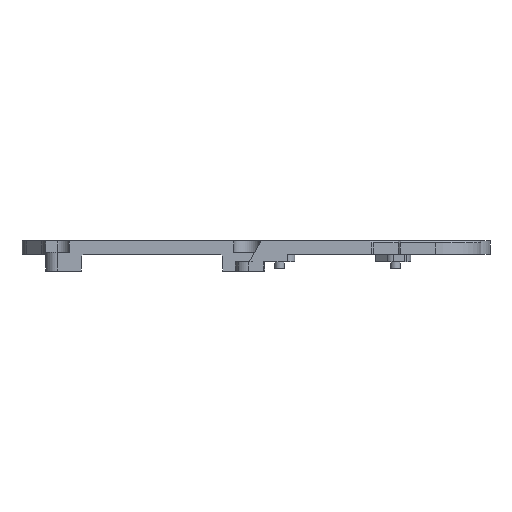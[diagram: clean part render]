
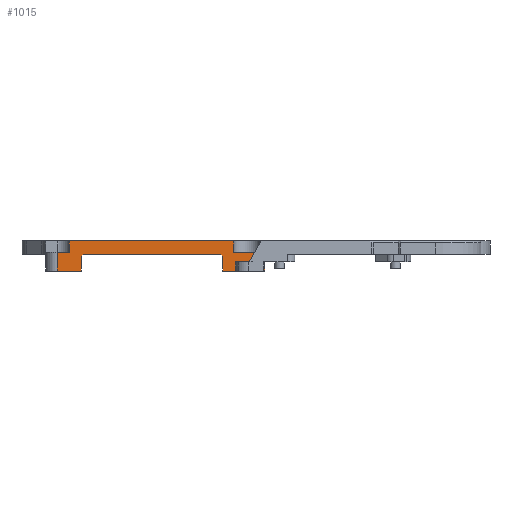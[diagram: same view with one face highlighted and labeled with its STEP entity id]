
A CAD part, left-side view. The second image highlights one B-rep face of the part: STEP entity #1015.
In plain terms, the highlighted planar face has unit normal (-1, 0, 0).
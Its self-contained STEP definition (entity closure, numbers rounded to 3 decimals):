
#191 = VERTEX_POINT('',#192);
#192 = CARTESIAN_POINT('',(30.97,4.591,29.4));
#198 = EDGE_CURVE('',#191,#199,#201,.T.);
#199 = VERTEX_POINT('',#200);
#200 = CARTESIAN_POINT('',(30.97,4.591,26.4));
#201 = LINE('',#202,#203);
#202 = CARTESIAN_POINT('',(30.97,4.591,27.962
    ));
#203 = VECTOR('',#204,1.);
#204 = DIRECTION('',(0.,0.,-1.));
#457 = VERTEX_POINT('',#458);
#458 = CARTESIAN_POINT('',(30.97,47.591,29.4));
#464 = EDGE_CURVE('',#457,#191,#465,.T.);
#465 = LINE('',#466,#467);
#466 = CARTESIAN_POINT('',(30.97,50.791,29.4));
#467 = VECTOR('',#468,1.);
#468 = DIRECTION('',(0.,-1.,0.));
#473 = VERTEX_POINT('',#474);
#474 = CARTESIAN_POINT('',(30.97,-2.209,29.4));
#480 = EDGE_CURVE('',#473,#481,#483,.T.);
#481 = VERTEX_POINT('',#482);
#482 = CARTESIAN_POINT('',(30.97,-2.234,29.4));
#483 = LINE('',#484,#485);
#484 = CARTESIAN_POINT('',(30.97,50.791,29.4));
#485 = VECTOR('',#486,1.);
#486 = DIRECTION('',(0.,-1.,0.));
#998 = VERTEX_POINT('',#999);
#999 = CARTESIAN_POINT('',(30.97,-2.209,26.4));
#1005 = EDGE_CURVE('',#998,#473,#1006,.T.);
#1006 = LINE('',#1007,#1008);
#1007 = CARTESIAN_POINT('',(30.97,-2.209,
    27.962));
#1008 = VECTOR('',#1009,1.);
#1009 = DIRECTION('',(0.,0.,1.));
#1015 = ADVANCED_FACE('',(#1016),#1138,.T.);
#1016 = FACE_BOUND('',#1017,.T.);
#1017 = EDGE_LOOP('',(#1018,#1028,#1036,#1044,#1050,#1051,#1052,#1058,
    #1059,#1060,#1068,#1076,#1084,#1092,#1100,#1108,#1116,#1124,#1132));
#1018 = ORIENTED_EDGE('',*,*,#1019,.F.);
#1019 = EDGE_CURVE('',#1020,#1022,#1024,.T.);
#1020 = VERTEX_POINT('',#1021);
#1021 = CARTESIAN_POINT('',(30.97,-3.519,25.4));
#1022 = VERTEX_POINT('',#1023);
#1023 = CARTESIAN_POINT('',(30.97,-3.519,21.5));
#1024 = LINE('',#1025,#1026);
#1025 = CARTESIAN_POINT('',(30.97,-3.519,25.9));
#1026 = VECTOR('',#1027,1.);
#1027 = DIRECTION('',(0.,0.,-1.));
#1028 = ORIENTED_EDGE('',*,*,#1029,.F.);
#1029 = EDGE_CURVE('',#1030,#1020,#1032,.T.);
#1030 = VERTEX_POINT('',#1031);
#1031 = CARTESIAN_POINT('',(30.97,-4.019,25.9));
#1032 = LINE('',#1033,#1034);
#1033 = CARTESIAN_POINT('',(30.97,2.911,
    18.97));
#1034 = VECTOR('',#1035,1.);
#1035 = DIRECTION('',(0.,0.707,-0.707)
  );
#1036 = ORIENTED_EDGE('',*,*,#1037,.T.);
#1037 = EDGE_CURVE('',#1030,#1038,#1040,.T.);
#1038 = VERTEX_POINT('',#1039);
#1039 = CARTESIAN_POINT('',(30.97,-2.234,25.9));
#1040 = LINE('',#1041,#1042);
#1041 = CARTESIAN_POINT('',(30.97,-3.519,25.9));
#1042 = VECTOR('',#1043,1.);
#1043 = DIRECTION('',(0.,1.,0.));
#1044 = ORIENTED_EDGE('',*,*,#1045,.T.);
#1045 = EDGE_CURVE('',#1038,#481,#1046,.T.);
#1046 = LINE('',#1047,#1048);
#1047 = CARTESIAN_POINT('',(30.97,-2.234,25.9));
#1048 = VECTOR('',#1049,1.);
#1049 = DIRECTION('',(0.,0.,1.));
#1050 = ORIENTED_EDGE('',*,*,#480,.F.);
#1051 = ORIENTED_EDGE('',*,*,#1005,.F.);
#1052 = ORIENTED_EDGE('',*,*,#1053,.T.);
#1053 = EDGE_CURVE('',#998,#199,#1054,.T.);
#1054 = LINE('',#1055,#1056);
#1055 = CARTESIAN_POINT('',(30.97,24.107,26.4));
#1056 = VECTOR('',#1057,1.);
#1057 = DIRECTION('',(0.,1.,0.));
#1058 = ORIENTED_EDGE('',*,*,#198,.F.);
#1059 = ORIENTED_EDGE('',*,*,#464,.F.);
#1060 = ORIENTED_EDGE('',*,*,#1061,.T.);
#1061 = EDGE_CURVE('',#457,#1062,#1064,.T.);
#1062 = VERTEX_POINT('',#1063);
#1063 = CARTESIAN_POINT('',(30.97,47.591,26.4));
#1064 = LINE('',#1065,#1066);
#1065 = CARTESIAN_POINT('',(30.97,47.591,29.4));
#1066 = VECTOR('',#1067,1.);
#1067 = DIRECTION('',(-0.,-0.,-1.));
#1068 = ORIENTED_EDGE('',*,*,#1069,.F.);
#1069 = EDGE_CURVE('',#1070,#1062,#1072,.T.);
#1070 = VERTEX_POINT('',#1071);
#1071 = CARTESIAN_POINT('',(30.97,50.791,26.4));
#1072 = LINE('',#1073,#1074);
#1073 = CARTESIAN_POINT('',(30.97,50.791,26.4));
#1074 = VECTOR('',#1075,1.);
#1075 = DIRECTION('',(0.,-1.,0.));
#1076 = ORIENTED_EDGE('',*,*,#1077,.F.);
#1077 = EDGE_CURVE('',#1078,#1070,#1080,.T.);
#1078 = VERTEX_POINT('',#1079);
#1079 = CARTESIAN_POINT('',(30.97,50.791,21.5));
#1080 = LINE('',#1081,#1082);
#1081 = CARTESIAN_POINT('',(30.97,50.791,25.9));
#1082 = VECTOR('',#1083,1.);
#1083 = DIRECTION('',(0.,0.,1.));
#1084 = ORIENTED_EDGE('',*,*,#1085,.F.);
#1085 = EDGE_CURVE('',#1086,#1078,#1088,.T.);
#1086 = VERTEX_POINT('',#1087);
#1087 = CARTESIAN_POINT('',(30.97,44.501,21.5));
#1088 = LINE('',#1089,#1090);
#1089 = CARTESIAN_POINT('',(30.97,44.501,21.5));
#1090 = VECTOR('',#1091,1.);
#1091 = DIRECTION('',(0.,1.,0.));
#1092 = ORIENTED_EDGE('',*,*,#1093,.F.);
#1093 = EDGE_CURVE('',#1094,#1086,#1096,.T.);
#1094 = VERTEX_POINT('',#1095);
#1095 = CARTESIAN_POINT('',(30.97,44.501,25.4));
#1096 = LINE('',#1097,#1098);
#1097 = CARTESIAN_POINT('',(30.97,44.501,25.9));
#1098 = VECTOR('',#1099,1.);
#1099 = DIRECTION('',(0.,0.,-1.));
#1100 = ORIENTED_EDGE('',*,*,#1101,.F.);
#1101 = EDGE_CURVE('',#1102,#1094,#1104,.T.);
#1102 = VERTEX_POINT('',#1103);
#1103 = CARTESIAN_POINT('',(30.97,44.001,25.9));
#1104 = LINE('',#1105,#1106);
#1105 = CARTESIAN_POINT('',(30.97,38.926,
    30.975));
#1106 = VECTOR('',#1107,1.);
#1107 = DIRECTION('',(0.,0.707,-0.707)
  );
#1108 = ORIENTED_EDGE('',*,*,#1109,.T.);
#1109 = EDGE_CURVE('',#1102,#1110,#1112,.T.);
#1110 = VERTEX_POINT('',#1111);
#1111 = CARTESIAN_POINT('',(30.97,7.981,25.9));
#1112 = LINE('',#1113,#1114);
#1113 = CARTESIAN_POINT('',(30.97,50.791,25.9));
#1114 = VECTOR('',#1115,1.);
#1115 = DIRECTION('',(0.,-1.,0.));
#1116 = ORIENTED_EDGE('',*,*,#1117,.T.);
#1117 = EDGE_CURVE('',#1110,#1118,#1120,.T.);
#1118 = VERTEX_POINT('',#1119);
#1119 = CARTESIAN_POINT('',(30.97,7.481,25.4));
#1120 = LINE('',#1121,#1122);
#1121 = CARTESIAN_POINT('',(30.97,11.973,
    29.892));
#1122 = VECTOR('',#1123,1.);
#1123 = DIRECTION('',(0.,-0.707,-0.707
    ));
#1124 = ORIENTED_EDGE('',*,*,#1125,.T.);
#1125 = EDGE_CURVE('',#1118,#1126,#1128,.T.);
#1126 = VERTEX_POINT('',#1127);
#1127 = CARTESIAN_POINT('',(30.97,7.481,21.5));
#1128 = LINE('',#1129,#1130);
#1129 = CARTESIAN_POINT('',(30.97,7.481,25.9));
#1130 = VECTOR('',#1131,1.);
#1131 = DIRECTION('',(0.,0.,-1.));
#1132 = ORIENTED_EDGE('',*,*,#1133,.F.);
#1133 = EDGE_CURVE('',#1022,#1126,#1134,.T.);
#1134 = LINE('',#1135,#1136);
#1135 = CARTESIAN_POINT('',(30.97,-3.519,21.5));
#1136 = VECTOR('',#1137,1.);
#1137 = DIRECTION('',(0.,1.,0.));
#1138 = PLANE('',#1139);
#1139 = AXIS2_PLACEMENT_3D('',#1140,#1141,#1142);
#1140 = CARTESIAN_POINT('',(30.97,23.825,
    26.523));
#1141 = DIRECTION('',(-1.,-0.,0.));
#1142 = DIRECTION('',(0.,0.,-1.));
